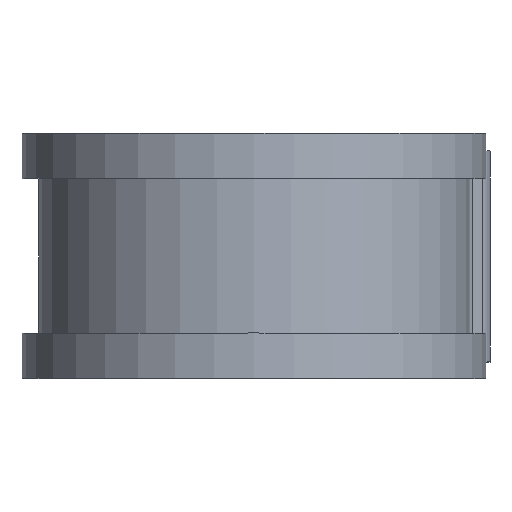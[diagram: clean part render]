
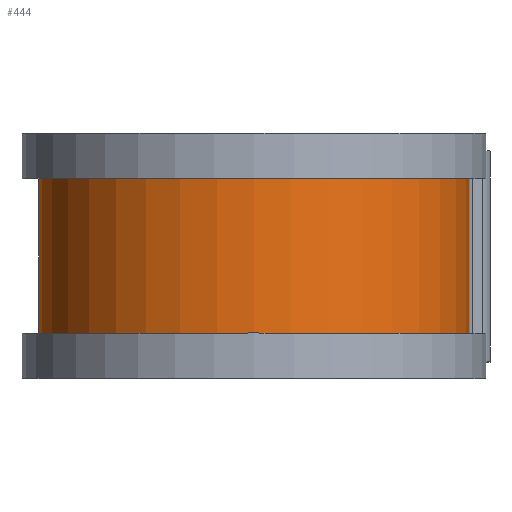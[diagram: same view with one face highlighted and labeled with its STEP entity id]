
A CAD part, top view. The second image highlights one B-rep face of the part: STEP entity #444.
In plain terms, the highlighted cylindrical face has radius 19.406 mm (diameter 38.811 mm), a partial arc.
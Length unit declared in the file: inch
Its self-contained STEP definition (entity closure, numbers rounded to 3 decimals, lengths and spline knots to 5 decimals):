
#51 = CIRCLE ( 'NONE', #194, 0.764 ) ;
#122 = ORIENTED_EDGE ( 'NONE', *, *, #1218, .F. ) ;
#123 = EDGE_CURVE ( 'NONE', #226, #1224, #1598, .T. ) ;
#125 = CARTESIAN_POINT ( 'NONE',  ( 0., 0.375, 0. ) ) ;
#194 = AXIS2_PLACEMENT_3D ( 'NONE', #1009, #976, #968 ) ;
#226 = VERTEX_POINT ( 'NONE', #1413 ) ;
#264 = VERTEX_POINT ( 'NONE', #998 ) ;
#274 = VERTEX_POINT ( 'NONE', #1244 ) ;
#286 = EDGE_LOOP ( 'NONE', ( #122, #626, #332, #1575 ) ) ;
#332 = ORIENTED_EDGE ( 'NONE', *, *, #123, .T. ) ;
#420 = CARTESIAN_POINT ( 'NONE',  ( 0., 0.275, 0. ) ) ;
#444 = ADVANCED_FACE ( 'NONE', ( #542 ), #1028, .T. ) ;
#542 = FACE_OUTER_BOUND ( 'NONE', #286, .T. ) ;
#592 = DIRECTION ( 'NONE',  ( 0., 0., -1. ) ) ;
#626 = ORIENTED_EDGE ( 'NONE', *, *, #1350, .T. ) ;
#635 = EDGE_CURVE ( 'NONE', #274, #1224, #51, .T. ) ;
#637 = VECTOR ( 'NONE', #1589, 39.37008 ) ;
#794 = CARTESIAN_POINT ( 'NONE',  ( 0.764, 0.375, 0. ) ) ;
#836 = DIRECTION ( 'NONE',  ( 0., -1., 0. ) ) ;
#852 = CARTESIAN_POINT ( 'NONE',  ( 0., 0.375, -0.764 ) ) ;
#968 = DIRECTION ( 'NONE',  ( 0., 0., -1. ) ) ;
#976 = DIRECTION ( 'NONE',  ( 0., -1., 0. ) ) ;
#998 = CARTESIAN_POINT ( 'NONE',  ( 0.764, 0.275, 0. ) ) ;
#1009 = CARTESIAN_POINT ( 'NONE',  ( 0., -0.275, 0. ) ) ;
#1028 = CYLINDRICAL_SURFACE ( 'NONE', #1318, 0.764 ) ;
#1029 = VECTOR ( 'NONE', #836, 39.37008 ) ;
#1034 = DIRECTION ( 'NONE',  ( 0., -1., 0. ) ) ;
#1218 = EDGE_CURVE ( 'NONE', #264, #274, #1251, .T. ) ;
#1224 = VERTEX_POINT ( 'NONE', #1727 ) ;
#1244 = CARTESIAN_POINT ( 'NONE',  ( 0.764, -0.275, 0. ) ) ;
#1251 = LINE ( 'NONE', #794, #637 ) ;
#1300 = DIRECTION ( 'NONE',  ( 0., -1., 0. ) ) ;
#1318 = AXIS2_PLACEMENT_3D ( 'NONE', #125, #1034, #1421 ) ;
#1350 = EDGE_CURVE ( 'NONE', #264, #226, #1424, .T. ) ;
#1413 = CARTESIAN_POINT ( 'NONE',  ( 0., 0.275, -0.764 ) ) ;
#1421 = DIRECTION ( 'NONE',  ( 0., 0., -1. ) ) ;
#1424 = CIRCLE ( 'NONE', #1447, 0.764 ) ;
#1447 = AXIS2_PLACEMENT_3D ( 'NONE', #420, #1300, #592 ) ;
#1575 = ORIENTED_EDGE ( 'NONE', *, *, #635, .F. ) ;
#1589 = DIRECTION ( 'NONE',  ( 0., -1., 0. ) ) ;
#1598 = LINE ( 'NONE', #852, #1029 ) ;
#1727 = CARTESIAN_POINT ( 'NONE',  ( 0., -0.275, -0.764 ) ) ;
